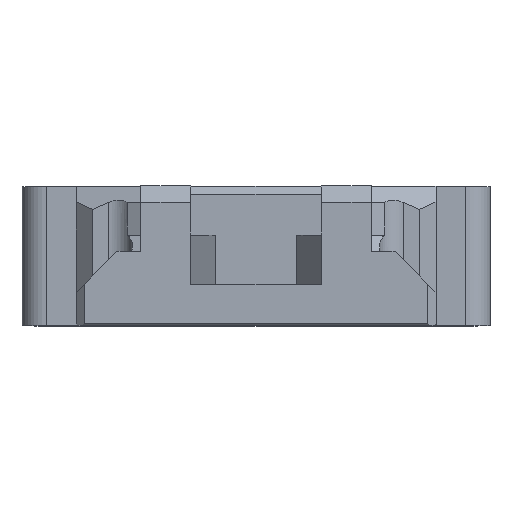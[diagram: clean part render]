
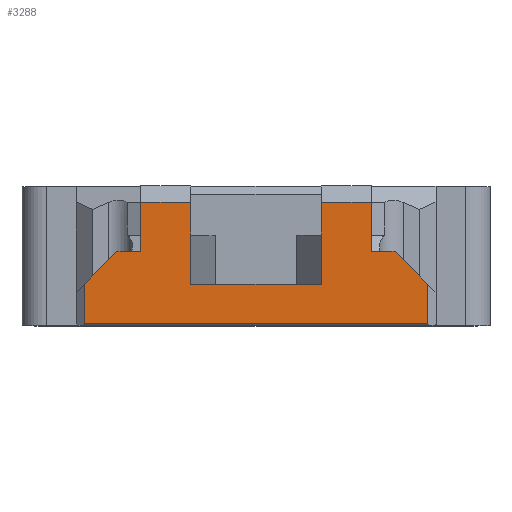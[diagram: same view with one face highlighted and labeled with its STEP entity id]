
A CAD part, top view. The second image highlights one B-rep face of the part: STEP entity #3288.
In plain terms, the highlighted planar face has unit normal (0, 0, 1).
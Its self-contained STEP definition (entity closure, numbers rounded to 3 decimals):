
#169=PLANE('',#3583);
#325=FACE_OUTER_BOUND('',#535,.T.);
#535=EDGE_LOOP('',(#2857,#2858,#2859,#2860,#2861,#2862,#2863,#2864,#2865,
#2866,#2867,#2868,#2869,#2870,#2871,#2872));
#832=LINE('',#5314,#1170);
#834=LINE('',#5319,#1172);
#846=LINE('',#5351,#1184);
#847=LINE('',#5354,#1185);
#851=LINE('',#5362,#1189);
#855=LINE('',#5377,#1193);
#856=LINE('',#5379,#1194);
#857=LINE('',#5381,#1195);
#858=LINE('',#5383,#1196);
#859=LINE('',#5385,#1197);
#860=LINE('',#5386,#1198);
#861=LINE('',#5388,#1199);
#862=LINE('',#5390,#1200);
#863=LINE('',#5392,#1201);
#864=LINE('',#5394,#1202);
#865=LINE('',#5395,#1203);
#1170=VECTOR('',#4332,1000.);
#1172=VECTOR('',#4336,1000.);
#1184=VECTOR('',#4364,1000.);
#1185=VECTOR('',#4367,1000.);
#1189=VECTOR('',#4373,1000.);
#1193=VECTOR('',#4391,1000.);
#1194=VECTOR('',#4392,1000.);
#1195=VECTOR('',#4393,1000.);
#1196=VECTOR('',#4394,1000.);
#1197=VECTOR('',#4395,1000.);
#1198=VECTOR('',#4396,1000.);
#1199=VECTOR('',#4397,1000.);
#1200=VECTOR('',#4398,1000.);
#1201=VECTOR('',#4399,1000.);
#1202=VECTOR('',#4400,1000.);
#1203=VECTOR('',#4401,1000.);
#1615=VERTEX_POINT('',#5311);
#1616=VERTEX_POINT('',#5313);
#1617=VERTEX_POINT('',#5317);
#1618=VERTEX_POINT('',#5318);
#1628=VERTEX_POINT('',#5345);
#1630=VERTEX_POINT('',#5349);
#1631=VERTEX_POINT('',#5353);
#1633=VERTEX_POINT('',#5359);
#1639=VERTEX_POINT('',#5378);
#1640=VERTEX_POINT('',#5380);
#1641=VERTEX_POINT('',#5382);
#1642=VERTEX_POINT('',#5384);
#1643=VERTEX_POINT('',#5387);
#1644=VERTEX_POINT('',#5389);
#1645=VERTEX_POINT('',#5391);
#1646=VERTEX_POINT('',#5393);
#2035=EDGE_CURVE('',#1616,#1615,#832,.T.);
#2037=EDGE_CURVE('',#1617,#1618,#834,.T.);
#2053=EDGE_CURVE('',#1630,#1628,#846,.T.);
#2054=EDGE_CURVE('',#1628,#1631,#847,.T.);
#2058=EDGE_CURVE('',#1630,#1633,#851,.T.);
#2066=EDGE_CURVE('',#1615,#1618,#855,.T.);
#2067=EDGE_CURVE('',#1617,#1639,#856,.T.);
#2068=EDGE_CURVE('',#1640,#1639,#857,.T.);
#2069=EDGE_CURVE('',#1640,#1641,#858,.T.);
#2070=EDGE_CURVE('',#1641,#1642,#859,.T.);
#2071=EDGE_CURVE('',#1631,#1642,#860,.T.);
#2072=EDGE_CURVE('',#1633,#1643,#861,.T.);
#2073=EDGE_CURVE('',#1643,#1644,#862,.T.);
#2074=EDGE_CURVE('',#1645,#1644,#863,.T.);
#2075=EDGE_CURVE('',#1645,#1646,#864,.T.);
#2076=EDGE_CURVE('',#1646,#1616,#865,.F.);
#2857=ORIENTED_EDGE('',*,*,#2035,.T.);
#2858=ORIENTED_EDGE('',*,*,#2066,.T.);
#2859=ORIENTED_EDGE('',*,*,#2037,.F.);
#2860=ORIENTED_EDGE('',*,*,#2067,.T.);
#2861=ORIENTED_EDGE('',*,*,#2068,.F.);
#2862=ORIENTED_EDGE('',*,*,#2069,.T.);
#2863=ORIENTED_EDGE('',*,*,#2070,.T.);
#2864=ORIENTED_EDGE('',*,*,#2071,.F.);
#2865=ORIENTED_EDGE('',*,*,#2054,.F.);
#2866=ORIENTED_EDGE('',*,*,#2053,.F.);
#2867=ORIENTED_EDGE('',*,*,#2058,.T.);
#2868=ORIENTED_EDGE('',*,*,#2072,.T.);
#2869=ORIENTED_EDGE('',*,*,#2073,.T.);
#2870=ORIENTED_EDGE('',*,*,#2074,.F.);
#2871=ORIENTED_EDGE('',*,*,#2075,.T.);
#2872=ORIENTED_EDGE('',*,*,#2076,.T.);
#3288=ADVANCED_FACE('',(#325),#169,.F.);
#3583=AXIS2_PLACEMENT_3D('',#5376,#4389,#4390);
#4332=DIRECTION('',(0.,-1.,0.));
#4336=DIRECTION('',(0.,-1.,0.));
#4364=DIRECTION('',(1.,0.,0.));
#4367=DIRECTION('',(0.,1.,0.));
#4373=DIRECTION('',(0.,1.,0.));
#4389=DIRECTION('center_axis',(0.,0.,-1.));
#4390=DIRECTION('ref_axis',(-1.,0.,0.));
#4391=DIRECTION('',(1.,0.,0.));
#4392=DIRECTION('',(-0.707,0.707,0.));
#4393=DIRECTION('',(1.,0.,0.));
#4394=DIRECTION('',(0.,1.,0.));
#4395=DIRECTION('',(-1.,0.,0.));
#4396=DIRECTION('',(0.,1.,0.));
#4397=DIRECTION('',(0.,1.,0.));
#4398=DIRECTION('',(-1.,0.,0.));
#4399=DIRECTION('',(0.,1.,0.));
#4400=DIRECTION('',(-1.,0.,0.));
#4401=DIRECTION('',(0.707,0.707,0.));
#5311=CARTESIAN_POINT('',(-21.,13.85,33.));
#5313=CARTESIAN_POINT('',(-21.,18.65,33.));
#5314=CARTESIAN_POINT('',(-21.,30.65,33.));
#5317=CARTESIAN_POINT('',(21.,18.65,33.));
#5318=CARTESIAN_POINT('',(21.,13.85,33.));
#5319=CARTESIAN_POINT('',(21.,30.65,33.));
#5345=CARTESIAN_POINT('',(8.,18.65,33.));
#5349=CARTESIAN_POINT('',(-8.,18.65,33.));
#5351=CARTESIAN_POINT('',(11.,18.65,33.));
#5353=CARTESIAN_POINT('',(8.,24.65,33.));
#5354=CARTESIAN_POINT('',(8.,18.65,33.));
#5359=CARTESIAN_POINT('',(-8.,24.65,33.));
#5362=CARTESIAN_POINT('',(-8.,18.65,33.));
#5376=CARTESIAN_POINT('Origin',(11.,30.65,33.));
#5377=CARTESIAN_POINT('',(11.,13.85,33.));
#5378=CARTESIAN_POINT('',(17.,22.65,33.));
#5379=CARTESIAN_POINT('',(22.,17.65,33.));
#5380=CARTESIAN_POINT('',(14.1,22.65,33.));
#5381=CARTESIAN_POINT('',(18.55,22.65,33.));
#5382=CARTESIAN_POINT('',(14.1,28.65,33.));
#5383=CARTESIAN_POINT('',(14.1,22.65,33.));
#5384=CARTESIAN_POINT('',(8.,28.65,33.));
#5385=CARTESIAN_POINT('',(8.,28.65,33.));
#5386=CARTESIAN_POINT('',(8.,24.65,33.));
#5387=CARTESIAN_POINT('',(-8.,28.65,33.));
#5388=CARTESIAN_POINT('',(-8.,24.65,33.));
#5389=CARTESIAN_POINT('',(-14.1,28.65,33.));
#5390=CARTESIAN_POINT('',(-14.1,28.65,33.));
#5391=CARTESIAN_POINT('',(-14.1,22.65,33.));
#5392=CARTESIAN_POINT('',(-14.1,22.65,33.));
#5393=CARTESIAN_POINT('',(-17.,22.65,33.));
#5394=CARTESIAN_POINT('',(-18.55,22.65,33.));
#5395=CARTESIAN_POINT('',(-17.,22.65,33.));
